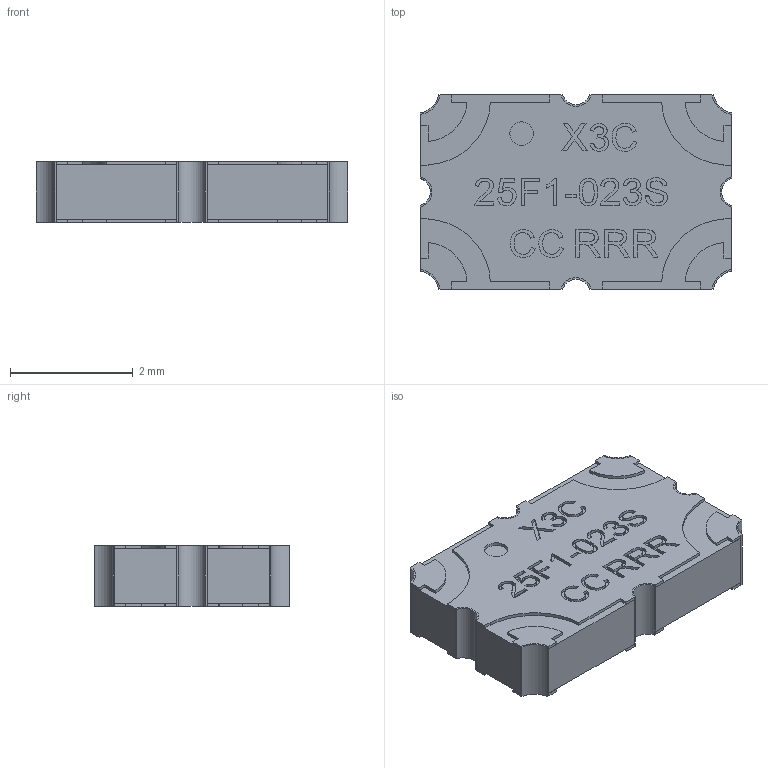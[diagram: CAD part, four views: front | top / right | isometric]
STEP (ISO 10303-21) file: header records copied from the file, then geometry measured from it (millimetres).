
FILE_DESCRIPTION (( 'STEP AP203' ), '1' );
FILE_NAME ('X3C25F1-023S.STEP', '2023-10-19T17:21:08', ( '' ), ( '' ), 'SwSTEP 2.0', 'SolidWorks 2021', '' );
FILE_SCHEMA (( 'CONFIG_CONTROL_DESIGN' ));
Length unit declared in the file: inch
Products named in the file (1): X3C25F1-023S
Bounding box: 5.08 x 3.17 x 0.99 mm (x, y, z)
Volume: 15.1 mm3; surface area: 106.2 mm2
Topology: 23 solids, 23 shells, 465 faces, 1257 edges, 838 vertices
Faces by surface type: plane 275, bspline 133, cylinder 57
Entity records: 21078 total; most frequent: CARTESIAN_POINT 10054, ORIENTED_EDGE 2514, DIRECTION 1771, EDGE_CURVE 1257, LINE 877, VECTOR 877, VERTEX_POINT 838, EDGE_LOOP 503
